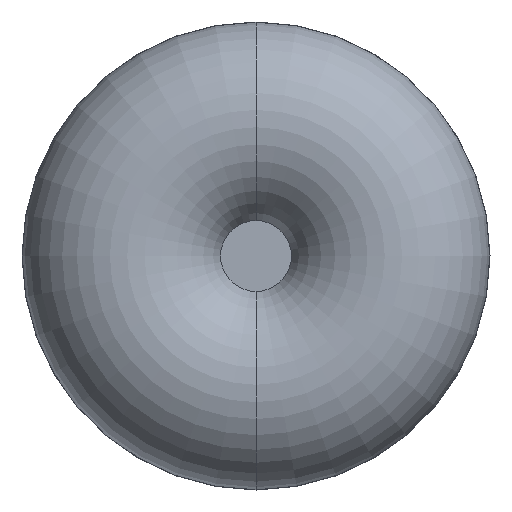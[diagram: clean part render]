
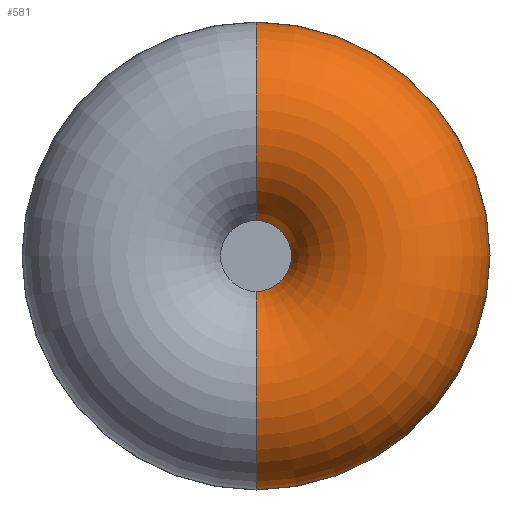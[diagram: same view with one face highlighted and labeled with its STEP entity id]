
A CAD part, front view. The second image highlights one B-rep face of the part: STEP entity #581.
In plain terms, the highlighted toroidal (fillet/blend) face has major radius 4.5 mm and minor radius 3.5 mm.
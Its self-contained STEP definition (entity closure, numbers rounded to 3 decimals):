
#21 = VERTEX_POINT ( 'NONE', #543 ) ;
#30 = DIRECTION ( 'NONE',  ( 0., -1., 0. ) ) ;
#44 = VERTEX_POINT ( 'NONE', #546 ) ;
#74 = FACE_OUTER_BOUND ( 'NONE', #88, .T. ) ;
#79 = DIRECTION ( 'NONE',  ( 0., 0., -1. ) ) ;
#88 = EDGE_LOOP ( 'NONE', ( #286, #226, #219, #199, #353 ) ) ;
#109 = CARTESIAN_POINT ( 'NONE',  ( 0., 3.5, 4.5 ) ) ;
#135 = CARTESIAN_POINT ( 'NONE',  ( 0., 2.3, -1.212 ) ) ;
#151 = AXIS2_PLACEMENT_3D ( 'NONE', #206, #30, #299 ) ;
#157 = DIRECTION ( 'NONE',  ( 0., 0., -1. ) ) ;
#175 = CARTESIAN_POINT ( 'NONE',  ( 6.517, 6.361, 0. ) ) ;
#177 = AXIS2_PLACEMENT_3D ( 'NONE', #109, #244, #437 ) ;
#199 = ORIENTED_EDGE ( 'NONE', *, *, #490, .T. ) ;
#206 = CARTESIAN_POINT ( 'NONE',  ( 0., 6.361, 0. ) ) ;
#217 = DIRECTION ( 'NONE',  ( 0., -1., 0. ) ) ;
#219 = ORIENTED_EDGE ( 'NONE', *, *, #258, .T. ) ;
#224 = EDGE_CURVE ( 'NONE', #577, #382, #413, .T. ) ;
#226 = ORIENTED_EDGE ( 'NONE', *, *, #224, .T. ) ;
#228 = CIRCLE ( 'NONE', #151, 6.517 ) ;
#244 = DIRECTION ( 'NONE',  ( -1., 0., 0. ) ) ;
#258 = EDGE_CURVE ( 'NONE', #382, #466, #228, .T. ) ;
#261 = AXIS2_PLACEMENT_3D ( 'NONE', #597, #442, #157 ) ;
#271 = DIRECTION ( 'NONE',  ( 0., 0., 1. ) ) ;
#272 = EDGE_CURVE ( 'NONE', #21, #44, #551, .T. ) ;
#273 = TOROIDAL_SURFACE ( 'NONE', #320, 4.5, 3.5 ) ;
#286 = ORIENTED_EDGE ( 'NONE', *, *, #487, .F. ) ;
#299 = DIRECTION ( 'NONE',  ( 0., 0., -1. ) ) ;
#320 = AXIS2_PLACEMENT_3D ( 'NONE', #570, #412, #271 ) ;
#353 = ORIENTED_EDGE ( 'NONE', *, *, #272, .F. ) ;
#365 = CARTESIAN_POINT ( 'NONE',  ( 0., 2.3, 0. ) ) ;
#373 = CIRCLE ( 'NONE', #414, 6.517 ) ;
#382 = VERTEX_POINT ( 'NONE', #447 ) ;
#383 = AXIS2_PLACEMENT_3D ( 'NONE', #365, #461, #458 ) ;
#412 = DIRECTION ( 'NONE',  ( 0., 1., 0. ) ) ;
#413 = CIRCLE ( 'NONE', #261, 3.5 ) ;
#414 = AXIS2_PLACEMENT_3D ( 'NONE', #563, #217, #79 ) ;
#437 = DIRECTION ( 'NONE',  ( 0., 0., 1. ) ) ;
#442 = DIRECTION ( 'NONE',  ( 1., 0., 0. ) ) ;
#447 = CARTESIAN_POINT ( 'NONE',  ( 0., 6.361, -6.517 ) ) ;
#458 = DIRECTION ( 'NONE',  ( 0., 0., 1. ) ) ;
#461 = DIRECTION ( 'NONE',  ( 0., -1., 0. ) ) ;
#466 = VERTEX_POINT ( 'NONE', #175 ) ;
#487 = EDGE_CURVE ( 'NONE', #577, #21, #526, .T. ) ;
#490 = EDGE_CURVE ( 'NONE', #466, #44, #373, .T. ) ;
#526 = CIRCLE ( 'NONE', #383, 1.212 ) ;
#543 = CARTESIAN_POINT ( 'NONE',  ( 0., 2.3, 1.212 ) ) ;
#546 = CARTESIAN_POINT ( 'NONE',  ( 0., 6.361, 6.517 ) ) ;
#551 = CIRCLE ( 'NONE', #177, 3.5 ) ;
#563 = CARTESIAN_POINT ( 'NONE',  ( 0., 6.361, 0. ) ) ;
#570 = CARTESIAN_POINT ( 'NONE',  ( 0., 3.5, 0. ) ) ;
#577 = VERTEX_POINT ( 'NONE', #135 ) ;
#581 = ADVANCED_FACE ( 'NONE', ( #74 ), #273, .T. ) ;
#597 = CARTESIAN_POINT ( 'NONE',  ( 0., 3.5, -4.5 ) ) ;
